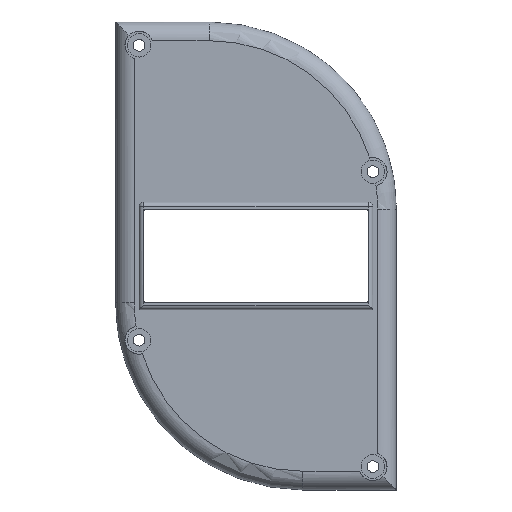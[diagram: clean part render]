
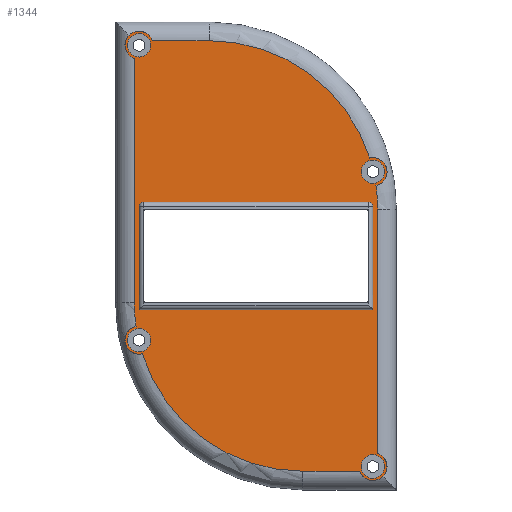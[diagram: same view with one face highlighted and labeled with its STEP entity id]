
A CAD part, top view. The second image highlights one B-rep face of the part: STEP entity #1344.
In plain terms, the highlighted planar face has unit normal (0, 0, 1).
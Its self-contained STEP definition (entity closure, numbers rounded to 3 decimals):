
#39=LINE('',#2173,#127);
#40=LINE('',#2175,#128);
#42=LINE('',#2179,#130);
#54=LINE('',#2233,#142);
#63=LINE('',#2256,#151);
#67=LINE('',#2262,#155);
#93=LINE('',#2347,#181);
#97=LINE('',#2359,#185);
#127=VECTOR('',#1684,10.);
#128=VECTOR('',#1687,10.);
#130=VECTOR('',#1691,10.);
#142=VECTOR('',#1751,10.);
#151=VECTOR('',#1772,10.);
#155=VECTOR('',#1780,10.);
#181=VECTOR('',#1872,10.);
#185=VECTOR('',#1886,10.);
#267=FACE_BOUND('',#435,.T.);
#268=FACE_BOUND('',#436,.T.);
#269=FACE_BOUND('',#437,.T.);
#270=FACE_BOUND('',#438,.T.);
#271=FACE_BOUND('',#439,.T.);
#334=FACE_OUTER_BOUND('',#434,.T.);
#434=EDGE_LOOP('',(#1064,#1065,#1066,#1067,#1068,#1069,#1070,#1071,#1072,
#1073,#1074,#1075));
#435=EDGE_LOOP('',(#1076));
#436=EDGE_LOOP('',(#1077));
#437=EDGE_LOOP('',(#1078));
#438=EDGE_LOOP('',(#1079));
#439=EDGE_LOOP('',(#1080,#1081,#1082,#1083,#1084,#1085));
#460=CIRCLE('',#1386,5.);
#464=CIRCLE('',#1393,5.);
#468=CIRCLE('',#1400,5.);
#472=CIRCLE('',#1407,5.);
#476=CIRCLE('',#1414,6.);
#480=CIRCLE('',#1421,6.);
#483=CIRCLE('',#1427,6.);
#486=CIRCLE('',#1433,6.);
#491=CIRCLE('',#1441,72.);
#495=CIRCLE('',#1445,72.);
#501=CIRCLE('',#1458,72.);
#503=CIRCLE('',#1460,72.);
#505=CIRCLE('',#1463,2.);
#510=CIRCLE('',#1471,2.);
#536=VERTEX_POINT('',#1956);
#540=VERTEX_POINT('',#1967);
#544=VERTEX_POINT('',#1978);
#548=VERTEX_POINT('',#1989);
#554=VERTEX_POINT('',#2004);
#555=VERTEX_POINT('',#2005);
#558=VERTEX_POINT('',#2037);
#560=VERTEX_POINT('',#2053);
#563=VERTEX_POINT('',#2076);
#565=VERTEX_POINT('',#2092);
#570=VERTEX_POINT('',#2119);
#571=VERTEX_POINT('',#2120);
#576=VERTEX_POINT('',#2157);
#579=VERTEX_POINT('',#2163);
#582=VERTEX_POINT('',#2171);
#583=VERTEX_POINT('',#2178);
#592=VERTEX_POINT('',#2203);
#593=VERTEX_POINT('',#2205);
#598=VERTEX_POINT('',#2221);
#599=VERTEX_POINT('',#2223);
#601=VERTEX_POINT('',#2231);
#609=VERTEX_POINT('',#2255);
#650=EDGE_CURVE('',#536,#536,#460,.T.);
#654=EDGE_CURVE('',#540,#540,#464,.T.);
#658=EDGE_CURVE('',#544,#544,#468,.T.);
#662=EDGE_CURVE('',#548,#548,#472,.T.);
#669=EDGE_CURVE('',#554,#555,#476,.T.);
#674=EDGE_CURVE('',#558,#560,#480,.T.);
#679=EDGE_CURVE('',#563,#565,#483,.T.);
#686=EDGE_CURVE('',#570,#571,#486,.T.);
#693=EDGE_CURVE('',#555,#576,#491,.T.);
#697=EDGE_CURVE('',#579,#554,#495,.T.);
#701=EDGE_CURVE('',#582,#558,#39,.T.);
#702=EDGE_CURVE('',#560,#579,#40,.T.);
#704=EDGE_CURVE('',#565,#583,#42,.T.);
#713=EDGE_CURVE('',#571,#582,#501,.T.);
#715=EDGE_CURVE('',#583,#570,#503,.T.);
#718=EDGE_CURVE('',#592,#593,#505,.F.);
#727=EDGE_CURVE('',#598,#599,#510,.F.);
#732=EDGE_CURVE('',#592,#601,#54,.T.);
#743=EDGE_CURVE('',#609,#599,#63,.T.);
#747=EDGE_CURVE('',#601,#609,#67,.T.);
#791=EDGE_CURVE('',#598,#593,#93,.T.);
#796=EDGE_CURVE('',#576,#563,#97,.T.);
#1064=ORIENTED_EDGE('',*,*,#697,.F.);
#1065=ORIENTED_EDGE('',*,*,#702,.F.);
#1066=ORIENTED_EDGE('',*,*,#674,.F.);
#1067=ORIENTED_EDGE('',*,*,#701,.F.);
#1068=ORIENTED_EDGE('',*,*,#713,.F.);
#1069=ORIENTED_EDGE('',*,*,#686,.F.);
#1070=ORIENTED_EDGE('',*,*,#715,.F.);
#1071=ORIENTED_EDGE('',*,*,#704,.F.);
#1072=ORIENTED_EDGE('',*,*,#679,.F.);
#1073=ORIENTED_EDGE('',*,*,#796,.F.);
#1074=ORIENTED_EDGE('',*,*,#693,.F.);
#1075=ORIENTED_EDGE('',*,*,#669,.F.);
#1076=ORIENTED_EDGE('',*,*,#650,.T.);
#1077=ORIENTED_EDGE('',*,*,#654,.T.);
#1078=ORIENTED_EDGE('',*,*,#658,.T.);
#1079=ORIENTED_EDGE('',*,*,#662,.T.);
#1080=ORIENTED_EDGE('',*,*,#743,.T.);
#1081=ORIENTED_EDGE('',*,*,#727,.F.);
#1082=ORIENTED_EDGE('',*,*,#791,.T.);
#1083=ORIENTED_EDGE('',*,*,#718,.F.);
#1084=ORIENTED_EDGE('',*,*,#732,.T.);
#1085=ORIENTED_EDGE('',*,*,#747,.T.);
#1190=PLANE('',#1520);
#1344=ADVANCED_FACE('',(#334,#267,#268,#269,#270,#271),#1190,.T.);
#1386=AXIS2_PLACEMENT_3D('',#1957,#1551,#1552);
#1393=AXIS2_PLACEMENT_3D('',#1968,#1565,#1566);
#1400=AXIS2_PLACEMENT_3D('',#1979,#1579,#1580);
#1407=AXIS2_PLACEMENT_3D('',#1990,#1593,#1594);
#1414=AXIS2_PLACEMENT_3D('',#2028,#1609,#1610);
#1421=AXIS2_PLACEMENT_3D('',#2054,#1623,#1624);
#1427=AXIS2_PLACEMENT_3D('',#2093,#1635,#1636);
#1433=AXIS2_PLACEMENT_3D('',#2143,#1649,#1650);
#1441=AXIS2_PLACEMENT_3D('',#2158,#1667,#1668);
#1445=AXIS2_PLACEMENT_3D('',#2165,#1675,#1676);
#1458=AXIS2_PLACEMENT_3D('',#2196,#1709,#1710);
#1460=AXIS2_PLACEMENT_3D('',#2198,#1713,#1714);
#1463=AXIS2_PLACEMENT_3D('',#2206,#1720,#1721);
#1471=AXIS2_PLACEMENT_3D('',#2224,#1740,#1741);
#1520=AXIS2_PLACEMENT_3D('',#2358,#1884,#1885);
#1551=DIRECTION('center_axis',(0.,0.,-1.));
#1552=DIRECTION('ref_axis',(1.,0.,0.));
#1565=DIRECTION('center_axis',(0.,0.,-1.));
#1566=DIRECTION('ref_axis',(1.,0.,0.));
#1579=DIRECTION('center_axis',(0.,0.,-1.));
#1580=DIRECTION('ref_axis',(1.,0.,0.));
#1593=DIRECTION('center_axis',(0.,0.,-1.));
#1594=DIRECTION('ref_axis',(1.,0.,0.));
#1609=DIRECTION('center_axis',(0.,0.,-1.));
#1610=DIRECTION('ref_axis',(-1.,0.,0.));
#1623=DIRECTION('center_axis',(0.,0.,-1.));
#1624=DIRECTION('ref_axis',(-1.,0.,0.));
#1635=DIRECTION('center_axis',(0.,0.,-1.));
#1636=DIRECTION('ref_axis',(-1.,0.,0.));
#1649=DIRECTION('center_axis',(0.,0.,-1.));
#1650=DIRECTION('ref_axis',(-1.,0.,0.));
#1667=DIRECTION('center_axis',(0.,0.,-1.));
#1668=DIRECTION('ref_axis',(0.707,0.707,0.));
#1675=DIRECTION('center_axis',(0.,0.,-1.));
#1676=DIRECTION('ref_axis',(0.707,0.707,0.));
#1684=DIRECTION('',(0.,1.,0.));
#1687=DIRECTION('',(1.,0.,0.));
#1691=DIRECTION('',(-1.,0.,0.));
#1709=DIRECTION('center_axis',(0.,0.,-1.));
#1710=DIRECTION('ref_axis',(-0.707,-0.707,0.));
#1713=DIRECTION('center_axis',(0.,0.,-1.));
#1714=DIRECTION('ref_axis',(-0.707,-0.707,0.));
#1720=DIRECTION('center_axis',(0.,0.,-1.));
#1721=DIRECTION('ref_axis',(0.707,0.707,0.));
#1740=DIRECTION('center_axis',(0.,0.,-1.));
#1741=DIRECTION('ref_axis',(-0.707,0.707,0.));
#1751=DIRECTION('',(0.,-1.,0.));
#1772=DIRECTION('',(0.,1.,0.));
#1780=DIRECTION('',(-1.,0.,0.));
#1872=DIRECTION('',(1.,0.,0.));
#1884=DIRECTION('center_axis',(0.,0.,1.));
#1885=DIRECTION('ref_axis',(1.,0.,0.));
#1886=DIRECTION('',(0.,-1.,0.));
#1956=CARTESIAN_POINT('',(55.,-90.,0.));
#1957=CARTESIAN_POINT('Origin',(50.,-90.,0.));
#1967=CARTESIAN_POINT('',(-45.,90.,0.));
#1968=CARTESIAN_POINT('Origin',(-50.,90.,0.));
#1978=CARTESIAN_POINT('',(55.,36.,0.));
#1979=CARTESIAN_POINT('Origin',(50.,36.,0.));
#1989=CARTESIAN_POINT('',(-45.,-36.,0.));
#1990=CARTESIAN_POINT('Origin',(-50.,-36.,0.));
#2004=CARTESIAN_POINT('',(48.609,41.836,0.));
#2005=CARTESIAN_POINT('',(51.283,30.139,0.));
#2028=CARTESIAN_POINT('Origin',(50.,36.,0.));
#2037=CARTESIAN_POINT('',(-52.,84.343,0.));
#2053=CARTESIAN_POINT('',(-44.343,92.,0.));
#2054=CARTESIAN_POINT('Origin',(-50.,90.,0.));
#2076=CARTESIAN_POINT('',(52.,-84.343,0.));
#2092=CARTESIAN_POINT('',(44.343,-92.,0.));
#2093=CARTESIAN_POINT('Origin',(50.,-90.,0.));
#2119=CARTESIAN_POINT('',(-48.609,-41.836,0.));
#2120=CARTESIAN_POINT('',(-51.283,-30.139,0.));
#2143=CARTESIAN_POINT('Origin',(-50.,-36.,0.));
#2157=CARTESIAN_POINT('',(52.,20.,0.));
#2158=CARTESIAN_POINT('Origin',(-20.,20.,0.));
#2163=CARTESIAN_POINT('',(-20.,92.,0.));
#2165=CARTESIAN_POINT('Origin',(-20.,20.,0.));
#2171=CARTESIAN_POINT('',(-52.,-20.,0.));
#2173=CARTESIAN_POINT('',(-52.,-50.,0.));
#2175=CARTESIAN_POINT('',(-30.,92.,0.));
#2178=CARTESIAN_POINT('',(20.,-92.,0.));
#2179=CARTESIAN_POINT('',(30.,-92.,0.));
#2196=CARTESIAN_POINT('Origin',(20.,-20.,0.));
#2198=CARTESIAN_POINT('Origin',(20.,-20.,0.));
#2203=CARTESIAN_POINT('',(50.,21.,0.));
#2205=CARTESIAN_POINT('',(48.,23.,0.));
#2206=CARTESIAN_POINT('Origin',(48.,21.,0.));
#2221=CARTESIAN_POINT('',(-48.,23.,0.));
#2223=CARTESIAN_POINT('',(-50.,21.,0.));
#2224=CARTESIAN_POINT('Origin',(-48.,21.,0.));
#2231=CARTESIAN_POINT('',(50.,-23.,0.));
#2233=CARTESIAN_POINT('',(50.,-11.5,0.));
#2255=CARTESIAN_POINT('',(-50.,-23.,0.));
#2256=CARTESIAN_POINT('',(-50.,11.5,0.));
#2262=CARTESIAN_POINT('',(-25.,-23.,0.));
#2347=CARTESIAN_POINT('',(25.,23.,0.));
#2358=CARTESIAN_POINT('Origin',(0.,0.,
0.));
#2359=CARTESIAN_POINT('',(52.,50.,0.));
